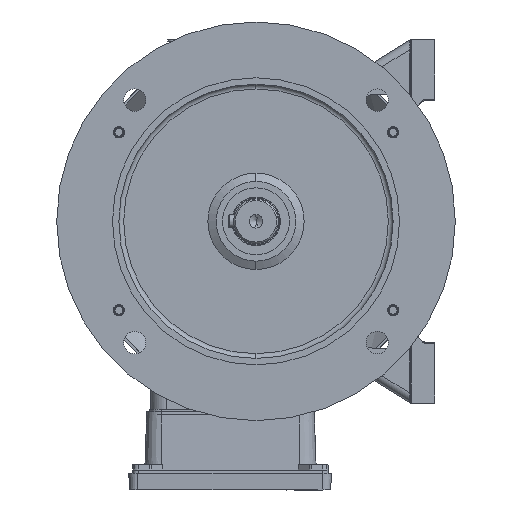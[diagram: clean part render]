
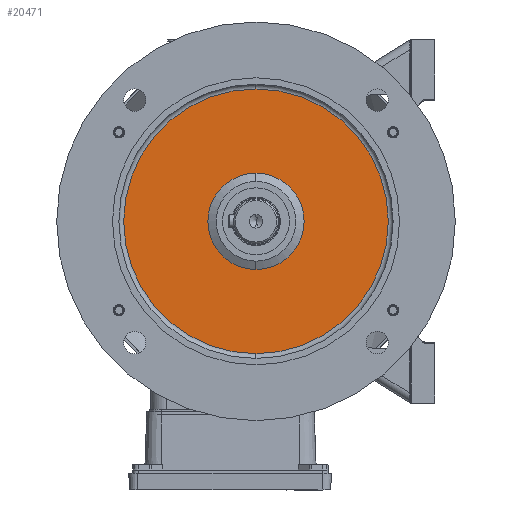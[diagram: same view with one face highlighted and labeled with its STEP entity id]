
A CAD part, left-side view. The second image highlights one B-rep face of the part: STEP entity #20471.
In plain terms, the highlighted planar face has unit normal (-1, 0, 0).
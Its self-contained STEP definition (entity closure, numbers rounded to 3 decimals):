
#1460 = EDGE_LOOP ( 'NONE', ( #127591, #29066 ) ) ;
#4699 = VERTEX_POINT ( 'NONE', #91136 ) ;
#5500 = DIRECTION ( 'NONE',  ( 0., 0., 1. ) ) ;
#5518 = CARTESIAN_POINT ( 'NONE',  ( 12., 0., 0. ) ) ;
#7517 = VERTEX_POINT ( 'NONE', #23718 ) ;
#12855 = CIRCLE ( 'NONE', #64509, 30.196 ) ;
#17233 = CIRCLE ( 'NONE', #52413, 30.196 ) ;
#17600 = DIRECTION ( 'NONE',  ( -1., 0., 0. ) ) ;
#19865 = VERTEX_POINT ( 'NONE', #82401 ) ;
#20471 = ADVANCED_FACE ( 'NONE', ( #47837, #127981 ), #78803, .F. ) ;
#23718 = CARTESIAN_POINT ( 'NONE',  ( 12., 0., -30.196 ) ) ;
#27797 = DIRECTION ( 'NONE',  ( 1., 0., 0. ) ) ;
#29066 = ORIENTED_EDGE ( 'NONE', *, *, #51102, .T. ) ;
#32728 = EDGE_LOOP ( 'NONE', ( #78457, #36796 ) ) ;
#34359 = CIRCLE ( 'NONE', #53022, 83. ) ;
#36796 = ORIENTED_EDGE ( 'NONE', *, *, #53270, .F. ) ;
#37122 = VERTEX_POINT ( 'NONE', #87468 ) ;
#37642 = CARTESIAN_POINT ( 'NONE',  ( 12., 0., 0. ) ) ;
#38900 = DIRECTION ( 'NONE',  ( 0., 0., 1. ) ) ;
#38934 = EDGE_CURVE ( 'NONE', #19865, #37122, #34359, .T. ) ;
#44983 = DIRECTION ( 'NONE',  ( 0., 0., 1. ) ) ;
#46264 = CARTESIAN_POINT ( 'NONE',  ( 12., 0., 0. ) ) ;
#47837 = FACE_BOUND ( 'NONE', #32728, .T. ) ;
#50394 = CIRCLE ( 'NONE', #116541, 83. ) ;
#51102 = EDGE_CURVE ( 'NONE', #37122, #19865, #50394, .T. ) ;
#52413 = AXIS2_PLACEMENT_3D ( 'NONE', #79546, #117773, #69849 ) ;
#53022 = AXIS2_PLACEMENT_3D ( 'NONE', #46264, #55952, #5500 ) ;
#53270 = EDGE_CURVE ( 'NONE', #4699, #7517, #12855, .T. ) ;
#55952 = DIRECTION ( 'NONE',  ( -1., 0., 0. ) ) ;
#64509 = AXIS2_PLACEMENT_3D ( 'NONE', #5518, #83778, #44983 ) ;
#69849 = DIRECTION ( 'NONE',  ( 0., 0., 1. ) ) ;
#78457 = ORIENTED_EDGE ( 'NONE', *, *, #95271, .F. ) ;
#78803 = PLANE ( 'NONE',  #82819 ) ;
#79546 = CARTESIAN_POINT ( 'NONE',  ( 12., 0., 0. ) ) ;
#82401 = CARTESIAN_POINT ( 'NONE',  ( 12., 0., 83. ) ) ;
#82819 = AXIS2_PLACEMENT_3D ( 'NONE', #118314, #27797, #125471 ) ;
#83778 = DIRECTION ( 'NONE',  ( -1., 0., 0. ) ) ;
#87468 = CARTESIAN_POINT ( 'NONE',  ( 12., 0., -83. ) ) ;
#91136 = CARTESIAN_POINT ( 'NONE',  ( 12., 0., 30.196 ) ) ;
#95271 = EDGE_CURVE ( 'NONE', #7517, #4699, #17233, .T. ) ;
#116541 = AXIS2_PLACEMENT_3D ( 'NONE', #37642, #17600, #38900 ) ;
#117773 = DIRECTION ( 'NONE',  ( -1., 0., 0. ) ) ;
#118314 = CARTESIAN_POINT ( 'NONE',  ( 12., 30.196, 0. ) ) ;
#125471 = DIRECTION ( 'NONE',  ( 0., 0., -1. ) ) ;
#127591 = ORIENTED_EDGE ( 'NONE', *, *, #38934, .T. ) ;
#127981 = FACE_OUTER_BOUND ( 'NONE', #1460, .T. ) ;
